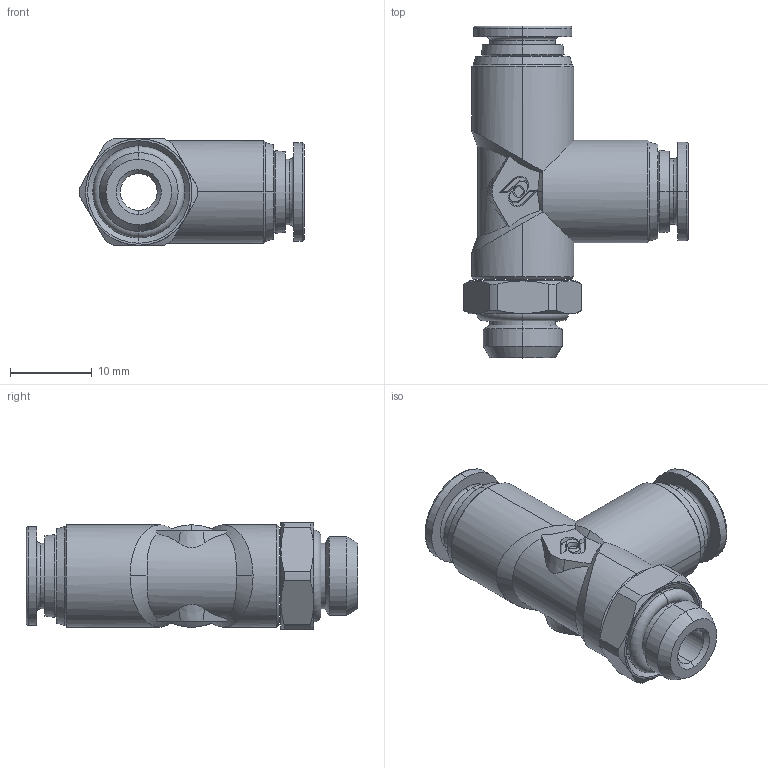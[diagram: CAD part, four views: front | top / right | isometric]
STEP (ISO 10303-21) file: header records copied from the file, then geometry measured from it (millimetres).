
FILE_DESCRIPTION (( 'STEP AP214' ), '1' );
FILE_NAME ('5922600008A.STEP', '2016-05-13T11:51:18', ( '' ), ( '' ), 'SwSTEP 2.0', 'SolidWorks 2016', '' );
FILE_SCHEMA (( 'AUTOMOTIVE_DESIGN' ));
Length unit declared in the file: millimetre
Products named in the file (1): 5922600008A
Bounding box: 27.4 x 40.5 x 13 mm (x, y, z)
Surface area: 3477.4 mm2 (no closed solid volume)
Topology: 0 solids, 8 shells, 244 faces, 659 edges, 430 vertices
Faces by surface type: plane 70, cone 59, bspline 56, cylinder 45, torus 14
Entity records: 13634 total; most frequent: CARTESIAN_POINT 5267, ORIENTED_EDGE 1230, DIRECTION 1015, EDGE_CURVE 659, VERTEX_POINT 430, AXIS2_PLACEMENT_3D 382, EDGE_LOOP 274, VECTOR 251
